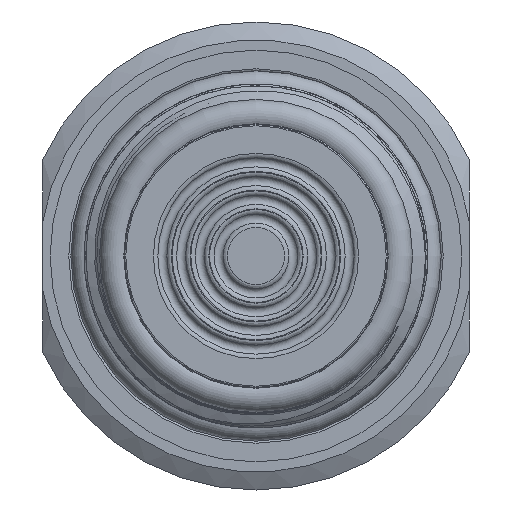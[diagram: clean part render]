
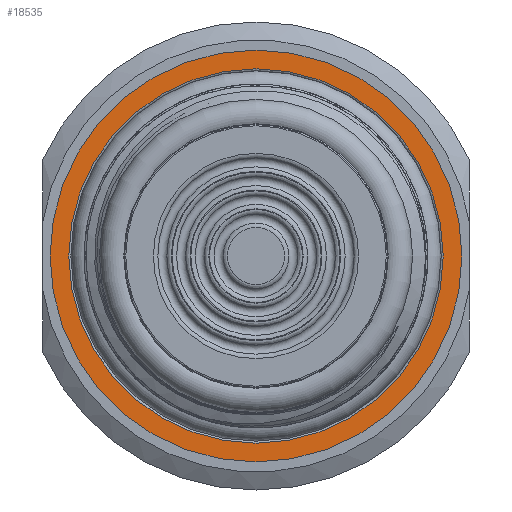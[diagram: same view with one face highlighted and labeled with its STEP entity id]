
A CAD part, left-side view. The second image highlights one B-rep face of the part: STEP entity #18535.
In plain terms, the highlighted planar face has unit normal (-1, 0, 0).
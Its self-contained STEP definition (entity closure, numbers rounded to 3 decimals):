
#292=FACE_BOUND('',#3197,.T.);
#1049=PLANE('',#19573);
#2102=FACE_OUTER_BOUND('',#3196,.T.);
#3196=EDGE_LOOP('',(#17251));
#3197=EDGE_LOOP('',(#17252));
#3637=CIRCLE('',#19571,18.);
#3639=CIRCLE('',#19574,19.8);
#8882=VERTEX_POINT('',#56885);
#8883=VERTEX_POINT('',#56889);
#11677=EDGE_CURVE('',#8882,#8882,#3637,.T.);
#11679=EDGE_CURVE('',#8883,#8883,#3639,.T.);
#17251=ORIENTED_EDGE('',*,*,#11679,.F.);
#17252=ORIENTED_EDGE('',*,*,#11677,.T.);
#18535=ADVANCED_FACE('',(#2102,#292),#1049,.T.);
#19571=AXIS2_PLACEMENT_3D('',#56886,#22496,#22497);
#19573=AXIS2_PLACEMENT_3D('',#56888,#22500,#22501);
#19574=AXIS2_PLACEMENT_3D('',#56890,#22502,#22503);
#22496=DIRECTION('center_axis',(1.,0.,0.));
#22497=DIRECTION('ref_axis',(0.,0.,-1.));
#22500=DIRECTION('center_axis',(-1.,0.,0.));
#22501=DIRECTION('ref_axis',(0.,0.,1.));
#22502=DIRECTION('center_axis',(1.,0.,0.));
#22503=DIRECTION('ref_axis',(0.,0.,-1.));
#56885=CARTESIAN_POINT('',(25.,0.,18.));
#56886=CARTESIAN_POINT('Origin',(25.,0.,0.));
#56888=CARTESIAN_POINT('Origin',(25.,19.8,0.));
#56889=CARTESIAN_POINT('',(25.,-19.8,0.));
#56890=CARTESIAN_POINT('Origin',(25.,0.,0.));
